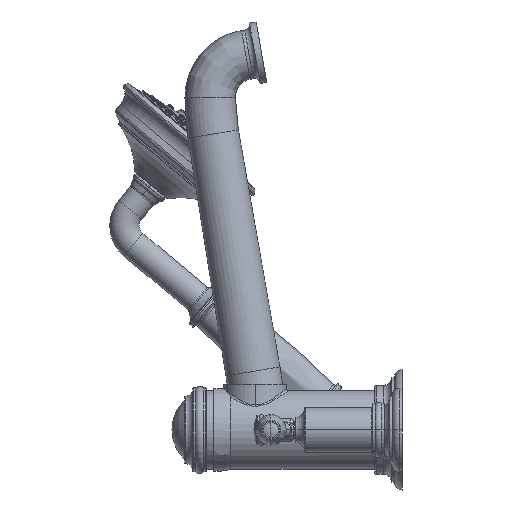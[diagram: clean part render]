
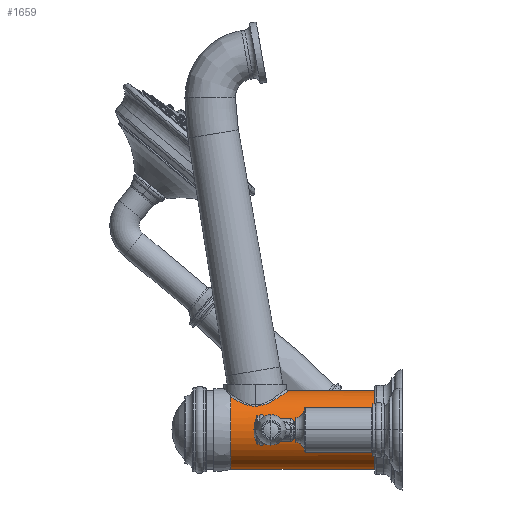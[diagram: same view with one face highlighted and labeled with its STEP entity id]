
A CAD part, left-side view. The second image highlights one B-rep face of the part: STEP entity #1659.
In plain terms, the highlighted cylindrical face has radius 25.4 mm (diameter 50.8 mm), a partial arc.
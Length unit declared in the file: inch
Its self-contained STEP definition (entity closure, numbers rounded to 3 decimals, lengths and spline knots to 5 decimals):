
#177=CARTESIAN_POINT('',(-0.53976,4.34,
0.84182));
#178=CARTESIAN_POINT('',(-0.55423,4.32611,
0.83254));
#179=CARTESIAN_POINT('',(-0.58232,4.29712,
0.81348));
#180=CARTESIAN_POINT('',(-0.62204,4.24947,
0.78349));
#181=CARTESIAN_POINT('',(-0.65842,4.19855,
0.75311));
#182=CARTESIAN_POINT('',(-0.69062,4.14549,
0.72361));
#183=CARTESIAN_POINT('',(-0.71814,4.09178,
0.69621));
#184=CARTESIAN_POINT('',(-0.74083,4.03872,
0.67192));
#185=CARTESIAN_POINT('',(-0.75893,3.98744,
0.65133));
#186=CARTESIAN_POINT('',(-0.77297,3.93843,
0.63454));
#187=CARTESIAN_POINT('',(-0.78359,3.89141,
0.62133));
#188=CARTESIAN_POINT('',(-0.7913,3.8462,
0.61146));
#189=CARTESIAN_POINT('',(-0.79647,3.80271,
0.60469));
#190=CARTESIAN_POINT('',(-0.79937,3.7607,
0.60084));
#191=CARTESIAN_POINT('',(-0.8,3.73343,
0.6));
#192=CARTESIAN_POINT('',(-0.8,3.72,
0.6));
#194=CARTESIAN_POINT('',(-0.8,3.72,
0.6));
#195=CARTESIAN_POINT('',(-0.8,3.70562,
0.6));
#196=CARTESIAN_POINT('',(-0.79928,3.67638,
0.60096));
#197=CARTESIAN_POINT('',(-0.79593,3.63127,
0.6054));
#198=CARTESIAN_POINT('',(-0.78995,3.58443,
0.61321));
#199=CARTESIAN_POINT('',(-0.78098,3.53556,
0.62463));
#200=CARTESIAN_POINT('',(-0.76851,3.48454,
0.63996));
#201=CARTESIAN_POINT('',(-0.75188,3.43112,
0.65951));
#202=CARTESIAN_POINT('',(-0.73024,3.37502,
0.6835));
#203=CARTESIAN_POINT('',(-0.70313,3.31756,
0.71148));
#204=CARTESIAN_POINT('',(-0.67051,3.26013,
0.74241));
#205=CARTESIAN_POINT('',(-0.63281,3.20458,
0.77488));
#206=CARTESIAN_POINT('',(-0.59109,3.15261,
0.8072));
#207=CARTESIAN_POINT('',(-0.5462,3.10506,
0.83826));
#208=CARTESIAN_POINT('',(-0.49913,3.0625,
0.86711));
#209=CARTESIAN_POINT('',(-0.45061,3.02499,
0.89328));
#210=CARTESIAN_POINT('',(-0.40115,2.99241,
0.91655));
#211=CARTESIAN_POINT('',(-0.35117,2.9645,
0.93682));
#212=CARTESIAN_POINT('',(-0.30091,2.94099,
0.95414));
#213=CARTESIAN_POINT('',(-0.25056,2.92162,
0.96857));
#214=CARTESIAN_POINT('',(-0.20025,2.90613,
0.98019));
#215=CARTESIAN_POINT('',(-0.15,2.89431,
0.98912));
#216=CARTESIAN_POINT('',(-0.09978,2.886,
0.99543));
#217=CARTESIAN_POINT('',(-0.04973,2.88108,
0.99918));
#218=CARTESIAN_POINT('',(-0.01653,2.88,
1.));
#219=CARTESIAN_POINT('',(0.,2.88,1.));
#221=DIRECTION('',(0.,1.,0.));
#222=VECTOR('',#221,2.18);
#223=CARTESIAN_POINT('',(0.,0.7,1.));
#224=LINE('',#223,#222);
#225=CARTESIAN_POINT('',(0.,0.7,0.));
#226=DIRECTION('',(0.,-1.,0.));
#227=DIRECTION('',(0.,0.,1.));
#228=AXIS2_PLACEMENT_3D('',#225,#226,#227);
#230=DIRECTION('',(0.,1.,0.));
#231=VECTOR('',#230,3.64);
#232=CARTESIAN_POINT('',(0.,0.7,-1.));
#233=LINE('',#232,#231);
#1026=CARTESIAN_POINT('',(0.,4.34,0.));
#1027=DIRECTION('',(0.,-1.,0.));
#1028=DIRECTION('',(-0.54,0.,0.842));
#1029=AXIS2_PLACEMENT_3D('',#1026,#1027,#1028);
#1283=VERTEX_POINT('',#194);
#1284=VERTEX_POINT('',#219);
#1378=CARTESIAN_POINT('',(0.,0.7,-1.));
#1379=CARTESIAN_POINT('',(0.,0.7,1.));
#1380=VERTEX_POINT('',#1378);
#1381=VERTEX_POINT('',#1379);
#1394=CARTESIAN_POINT('',(0.,4.34,-1.));
#1395=VERTEX_POINT('',#1394);
#1407=VERTEX_POINT('',#177);
#1643=CARTESIAN_POINT('',(0.,5.9794,0.));
#1644=DIRECTION('',(0.,-1.,0.));
#1645=DIRECTION('',(0.,0.,1.));
#1646=AXIS2_PLACEMENT_3D('',#1643,#1644,#1645);
#1647=CYLINDRICAL_SURFACE('',#1646,1.);
#1649=ORIENTED_EDGE('',*,*,#1648,.T.);
#1651=ORIENTED_EDGE('',*,*,#1650,.T.);
#1652=ORIENTED_EDGE('',*,*,#1616,.F.);
#1653=ORIENTED_EDGE('',*,*,#1578,.T.);
#1654=ORIENTED_EDGE('',*,*,#1613,.T.);
#1656=ORIENTED_EDGE('',*,*,#1655,.F.);
#1657=EDGE_LOOP('',(#1649,#1651,#1652,#1653,#1654,#1656));
#1658=FACE_OUTER_BOUND('',#1657,.F.);
#1659=ADVANCED_FACE('',(#1658),#1647,.T.);
#193=B_SPLINE_CURVE_WITH_KNOTS('',3,(#177,#178,#179,#180,#181,#182,#183,#184,
#185,#186,#187,#188,#189,#190,#191,#192),.UNSPECIFIED.,.F.,.F.,(4,1,1,1,1,1,1,1,
1,1,1,1,1,4),(0.,0.07692,0.15385,0.23077,
0.30769,0.38462,0.46154,0.53846,
0.61538,0.69231,0.76923,0.84615,
0.92308,1.),.UNSPECIFIED.);
#220=B_SPLINE_CURVE_WITH_KNOTS('',3,(#194,#195,#196,#197,#198,#199,#200,#201,
#202,#203,#204,#205,#206,#207,#208,#209,#210,#211,#212,#213,#214,#215,#216,#217,
#218,#219),.UNSPECIFIED.,.F.,.F.,(4,1,1,1,1,1,1,1,1,1,1,1,1,1,1,1,1,1,1,1,1,1,1,
4),(0.,0.04348,0.08696,0.13043,
0.17391,0.21739,0.26087,0.30435,
0.34783,0.3913,0.43478,0.47826,
0.52174,0.56522,0.6087,0.65217,
0.69565,0.73913,0.78261,0.82609,
0.86957,0.91304,0.95652,1.),.UNSPECIFIED.);
#229=CIRCLE('',#228,1.);
#1030=CIRCLE('',#1029,1.);
#1578=EDGE_CURVE('',#1381,#1380,#229,.T.);
#1613=EDGE_CURVE('',#1380,#1395,#233,.T.);
#1616=EDGE_CURVE('',#1381,#1284,#224,.T.);
#1648=EDGE_CURVE('',#1407,#1283,#193,.T.);
#1650=EDGE_CURVE('',#1283,#1284,#220,.T.);
#1655=EDGE_CURVE('',#1407,#1395,#1030,.T.);
